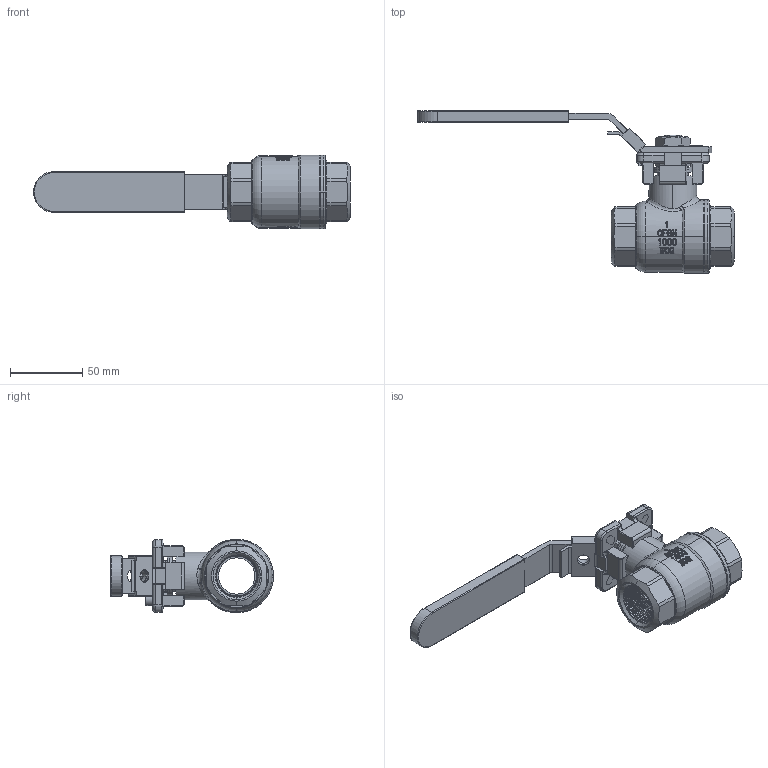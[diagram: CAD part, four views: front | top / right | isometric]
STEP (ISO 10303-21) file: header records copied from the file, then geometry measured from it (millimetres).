
FILE_DESCRIPTION (( 'STEP AP203' ), '1' );
FILE_NAME ('1-1000WOG KV-L20.STEP', '2017-02-11T01:29:57', ( 'XiTongTianDi' ), ( 'XiTongTianDi.Com' ), 'SwSTEP 2.0', 'SolidWorks 2013', '' );
FILE_SCHEMA (( 'CONFIG_CONTROL_DESIGN' ));
Length unit declared in the file: millimetre
Products named in the file (11): hex thin nuts grades ab gb_GB_FASTENER_NUT_STNABTT M14X1.5-N; 滅侂菜え; 方口垫圈; 忒梟; socket head cap screw_iso_ISO 4762 M5 x 12 --- 12N; KV-L20 1-1000WOG 2PC 牙口长颈阀体外形 图; hex nut gradec_iso_Hexagon Nut ISO - 4034 - M5 - N; 概裝; 1-1000WOG KV-L20; 跡鰍; 評倛粟え
Assembly tree (12 placements, depth 2):
  1-1000WOG KV-L20
    KV-L20 1-1000WOG 2PC 牙口长颈阀体外形 图
    概裝
    跡鰍
    評倛粟え  x2
    hex thin nuts grades ab gb_GB_FASTENER_NUT_STNABTT M14X1.5-N  x2
    滅侂菜え
    方口垫圈
    忒梟
    socket head cap screw_iso_ISO 4762 M5 x 12 --- 12N
    hex nut gradec_iso_Hexagon Nut ISO - 4034 - M5 - N
Bounding box: 218.72 x 112.5 x 50.8 mm (x, y, z)
Volume: 151743 mm3; surface area: 72206.3 mm2
Topology: 13 solids, 14 shells, 960 faces, 2436 edges, 1546 vertices
Faces by surface type: plane 397, cylinder 265, bspline 121, cone 117, torus 54, sphere 6
Entity records: 69683 total; most frequent: CARTESIAN_POINT 47051, ORIENTED_EDGE 4756, DIRECTION 4025, EDGE_CURVE 2378, VERTEX_POINT 1512, AXIS2_PLACEMENT_3D 1474, VECTOR 1077, LINE 1077
